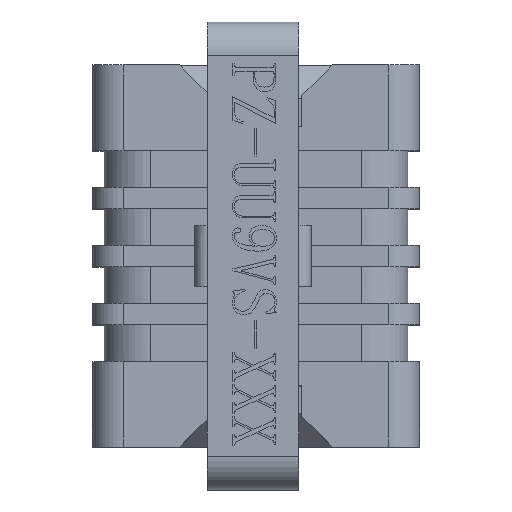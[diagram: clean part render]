
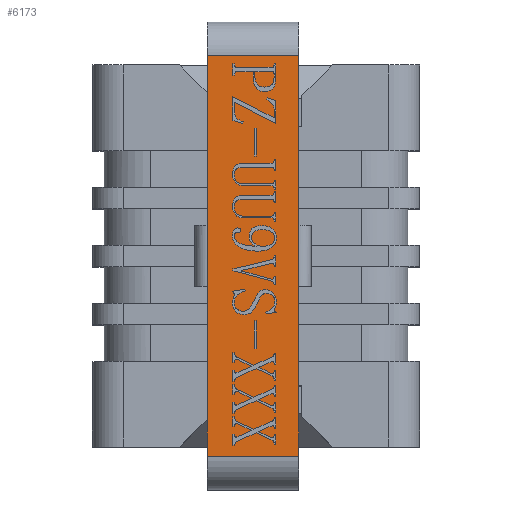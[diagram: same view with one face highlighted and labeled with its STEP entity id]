
A CAD part, top view. The second image highlights one B-rep face of the part: STEP entity #6173.
In plain terms, the highlighted free-form (B-spline) face has degree [1, 1] with [2, 2] control points.
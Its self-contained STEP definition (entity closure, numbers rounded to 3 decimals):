
#6146 = VERTEX_POINT('',#6147);
#6147 = CARTESIAN_POINT('',(1.803,-8.435,
    12.298));
#6153 = EDGE_CURVE('',#6154,#6146,#6156,.T.);
#6154 = VERTEX_POINT('',#6155);
#6155 = CARTESIAN_POINT('',(-2.061,-8.435,
    12.298));
#6156 = B_SPLINE_CURVE_WITH_KNOTS('',1,(#6157,#6158),.UNSPECIFIED.,.F.,
  .F.,(2,2),(0.,3.),.PIECEWISE_BEZIER_KNOTS.);
#6157 = CARTESIAN_POINT('',(-2.061,-8.435,
    12.298));
#6158 = CARTESIAN_POINT('',(1.803,-8.435,
    12.298));
#6173 = ADVANCED_FACE('',(#6174),#6196,.T.);
#6174 = FACE_BOUND('',#6175,.T.);
#6175 = EDGE_LOOP('',(#6176,#6183,#6190,#6195));
#6176 = ORIENTED_EDGE('',*,*,#6177,.F.);
#6177 = EDGE_CURVE('',#6178,#6146,#6180,.T.);
#6178 = VERTEX_POINT('',#6179);
#6179 = CARTESIAN_POINT('',(1.803,8.435,
    12.298));
#6180 = B_SPLINE_CURVE_WITH_KNOTS('',1,(#6181,#6182),.UNSPECIFIED.,.F.,
  .F.,(2,2),(0.,13.1),.PIECEWISE_BEZIER_KNOTS.);
#6181 = CARTESIAN_POINT('',(1.803,8.435,
    12.298));
#6182 = CARTESIAN_POINT('',(1.803,-8.435,
    12.298));
#6183 = ORIENTED_EDGE('',*,*,#6184,.F.);
#6184 = EDGE_CURVE('',#6185,#6178,#6187,.T.);
#6185 = VERTEX_POINT('',#6186);
#6186 = CARTESIAN_POINT('',(-2.061,8.435,
    12.298));
#6187 = B_SPLINE_CURVE_WITH_KNOTS('',1,(#6188,#6189),.UNSPECIFIED.,.F.,
  .F.,(2,2),(0.,3.),.PIECEWISE_BEZIER_KNOTS.);
#6188 = CARTESIAN_POINT('',(-2.061,8.435,
    12.298));
#6189 = CARTESIAN_POINT('',(1.803,8.435,
    12.298));
#6190 = ORIENTED_EDGE('',*,*,#6191,.T.);
#6191 = EDGE_CURVE('',#6185,#6154,#6192,.T.);
#6192 = B_SPLINE_CURVE_WITH_KNOTS('',1,(#6193,#6194),.UNSPECIFIED.,.F.,
  .F.,(2,2),(0.,13.1),.PIECEWISE_BEZIER_KNOTS.);
#6193 = CARTESIAN_POINT('',(-2.061,8.435,
    12.298));
#6194 = CARTESIAN_POINT('',(-2.061,-8.435,
    12.298));
#6195 = ORIENTED_EDGE('',*,*,#6153,.T.);
#6196 = B_SPLINE_SURFACE_WITH_KNOTS('',1,1,(
    (#6197,#6198)
    ,(#6199,#6200
    )),.UNSPECIFIED.,.F.,.F.,.F.,(2,2),(2,2),(0.,3.),(-13.1,0.),
  .PIECEWISE_BEZIER_KNOTS.);
#6197 = CARTESIAN_POINT('',(-2.061,-8.435,
    12.298));
#6198 = CARTESIAN_POINT('',(-2.061,8.435,
    12.298));
#6199 = CARTESIAN_POINT('',(1.803,-8.435,
    12.298));
#6200 = CARTESIAN_POINT('',(1.803,8.435,
    12.298));
